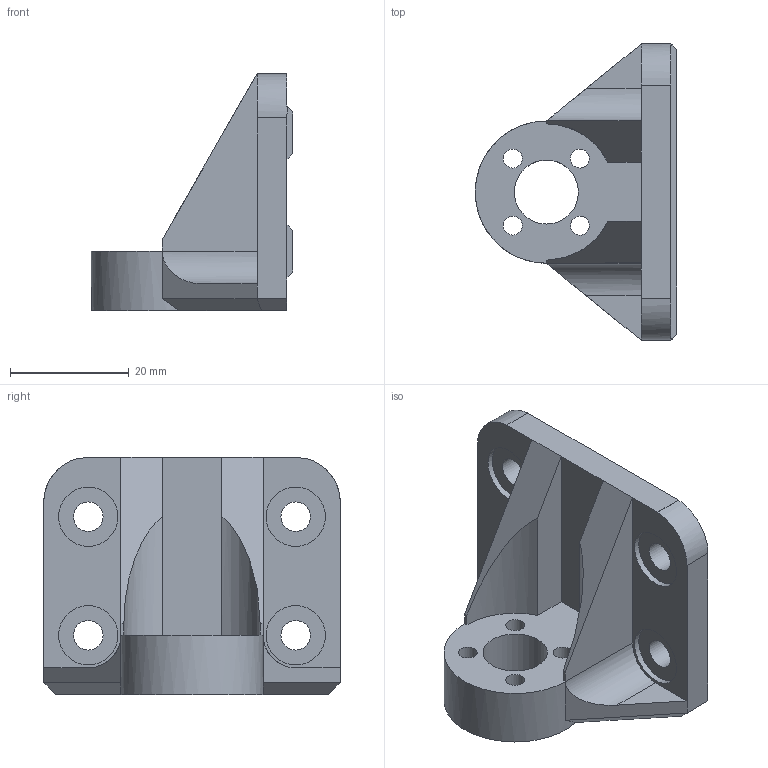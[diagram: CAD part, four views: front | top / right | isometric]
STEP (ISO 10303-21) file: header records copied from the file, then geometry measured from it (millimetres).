
FILE_DESCRIPTION(/* description */ (''),/* implementation_level */ '2;1');
FILE_NAME(/* name */ 'C-Bot Z Lead Screw Nut Capture.stp',/* time_stamp */ '2015-10-19T19:14:04+01:00',/* author */ (''),/* organization */ (''),/* preprocessor_version */ 'ST-DEVELOPER v15.2',/* originating_system */ 'Autodesk Translator Framework v2.0.0.5431',/* authorisation */ '');
FILE_SCHEMA (('AUTOMOTIVE_DESIGN { 1 0 10303 214 3 1 1 }'));
Length unit declared in the file: centimetre
Products named in the file (1): C-Bot Z Lead Screw Nut Capture
Bounding box: 34 x 50 x 40 mm (x, y, z)
Volume: 18548.8 mm3; surface area: 8394.1 mm2
Topology: 1 solids, 1 shells, 63 faces, 161 edges, 104 vertices
Faces by surface type: plane 43, cylinder 20
Full cylindrical faces by diameter (mm): 3.2 x4, 5 x4, 10 x4, 10.8 x1
Entity records: 1847 total; most frequent: DIRECTION 318, CARTESIAN_POINT 308, ORIENTED_EDGE 288, EDGE_CURVE 144, AXIS2_PLACEMENT_3D 110, VERTEX_POINT 100, EDGE_LOOP 98, LINE 98
